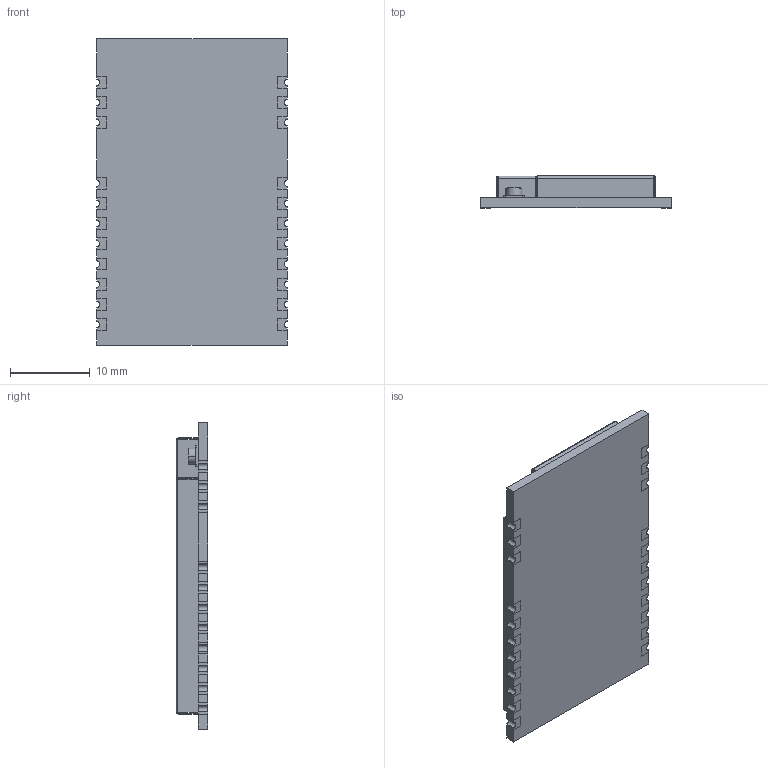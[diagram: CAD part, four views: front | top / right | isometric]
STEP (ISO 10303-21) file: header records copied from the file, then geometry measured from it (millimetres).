
FILE_DESCRIPTION (( 'STEP AP214' ), '1' );
FILE_NAME ('E22-900M30S.STEP', '2022-12-26T22:q54:22', ( '' ), ( '' ), 'SwSTEP 2.0', 'SolidWorks 2021', '' );
FILE_SCHEMA (( 'AUTOMOTIVE_DESIGN' ));
Length unit declared in the file: millimetre
Products named in the file (1): E22-900M30S
Bounding box: 24 x 3.97 x 38.5 mm (x, y, z)
Volume: 1200.2 mm3; surface area: 4165.4 mm2
Topology: 27 solids, 27 shells, 448 faces, 1132 edges, 738 vertices
Faces by surface type: plane 385, cylinder 56, bspline 5, torus 2
Entity records: 14152 total; most frequent: CARTESIAN_POINT 2645, ORIENTED_EDGE 2264, DIRECTION 2106, EDGE_CURVE 1132, LINE 1006, VECTOR 1006, VERTEX_POINT 738, AXIS2_PLACEMENT_3D 550
